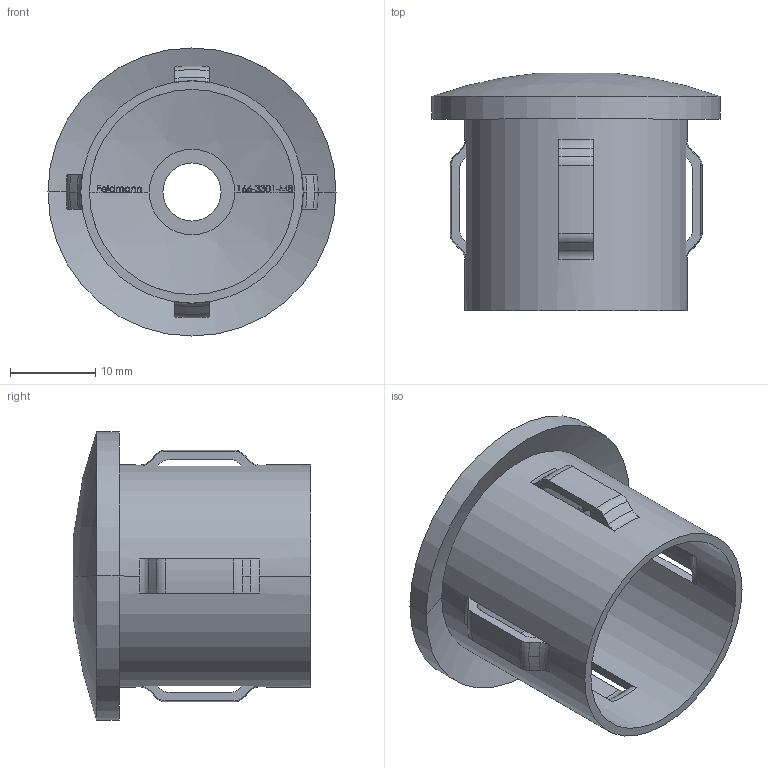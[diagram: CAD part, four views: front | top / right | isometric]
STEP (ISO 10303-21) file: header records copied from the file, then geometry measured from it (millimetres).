
FILE_DESCRIPTION (( 'STEP AP203' ), '1' );
FILE_NAME ('166-3301-M8.step', '2019-09-13T12:02:08', ( '' ), ( '' ), 'SwSTEP 2.0', 'SolidWorks 2015', '' );
FILE_SCHEMA (( 'CONFIG_CONTROL_DESIGN' ));
Length unit declared in the file: millimetre
Products named in the file (1): 166-3301-M8
Bounding box: 33.7 x 27.81 x 33.7 mm (x, y, z)
Volume: 4215.3 mm3; surface area: 6216 mm2
Topology: 1 solids, 1 shells, 369 faces, 1037 edges, 668 vertices
Faces by surface type: bspline 120, plane 117, sphere 50, torus 40, cone 22, cylinder 20
Entity records: 16997 total; most frequent: CARTESIAN_POINT 8184, ORIENTED_EDGE 2074, DIRECTION 1509, EDGE_CURVE 1037, VERTEX_POINT 668, AXIS2_PLACEMENT_3D 610, B_SPLINE_CURVE_WITH_KNOTS 388, EDGE_LOOP 385
